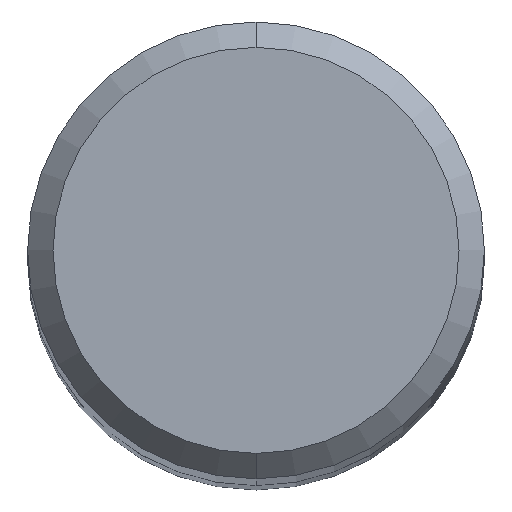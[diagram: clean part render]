
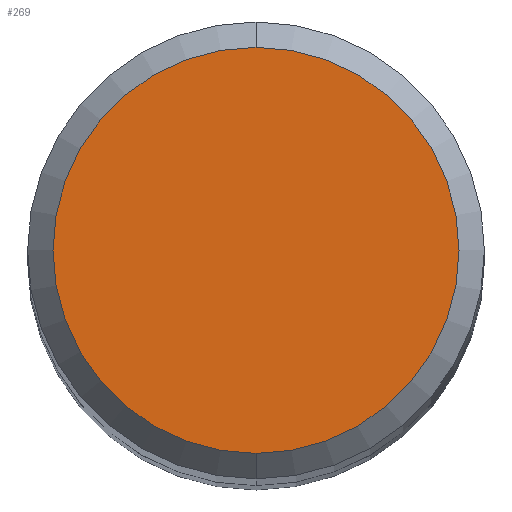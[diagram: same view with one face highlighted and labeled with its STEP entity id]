
A CAD part, top view. The second image highlights one B-rep face of the part: STEP entity #269.
In plain terms, the highlighted planar face has unit normal (0, 0, 1).
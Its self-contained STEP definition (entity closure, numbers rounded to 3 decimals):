
#195=EDGE_CURVE('',#377,#355,#471,.T.);
#269=ADVANCED_FACE('',(#554),#555,.T.);
#277=EDGE_CURVE('',#355,#377,#563,.T.);
#355=VERTEX_POINT('',#651);
#377=VERTEX_POINT('',#675);
#471=CIRCLE('',#823,4.0);
#554=FACE_OUTER_BOUND('',#946,.T.);
#555=PLANE('',#947);
#563=CIRCLE('',#984,4.0);
#651=CARTESIAN_POINT('',(0.0,4.0,0.0));
#675=CARTESIAN_POINT('',(0.,-4.0,0.0));
#823=AXIS2_PLACEMENT_3D('',#1367,#1368,#1369);
#946=EDGE_LOOP('',(#1469,#1470));
#947=AXIS2_PLACEMENT_3D('',#1471,#1472,#1473);
#984=AXIS2_PLACEMENT_3D('',#1477,#1478,#1479);
#1367=CARTESIAN_POINT('',(0.0,0.0,0.0));
#1368=DIRECTION('',(0.0,0.0,-1.0));
#1369=DIRECTION('',(0.0,1.0,0.0));
#1469=ORIENTED_EDGE('',*,*,#277,.F.);
#1470=ORIENTED_EDGE('',*,*,#195,.F.);
#1471=CARTESIAN_POINT('',(0.0,2.0,0.0));
#1472=DIRECTION('',(-0.0,0.0,1.0));
#1473=DIRECTION('',(0.0,-1.0,0.0));
#1477=CARTESIAN_POINT('',(0.0,0.0,0.0));
#1478=DIRECTION('',(0.0,0.0,-1.0));
#1479=DIRECTION('',(0.0,1.0,0.0));
